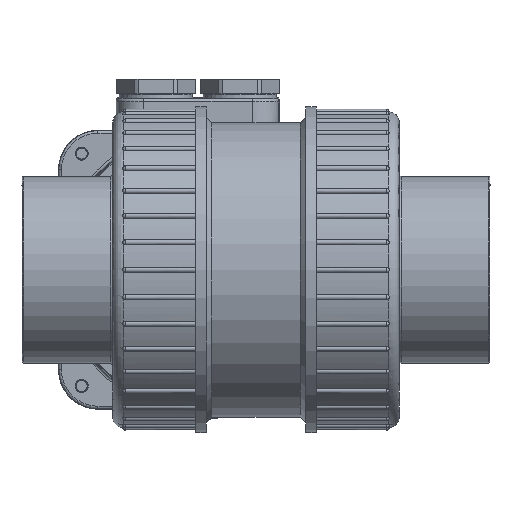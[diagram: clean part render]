
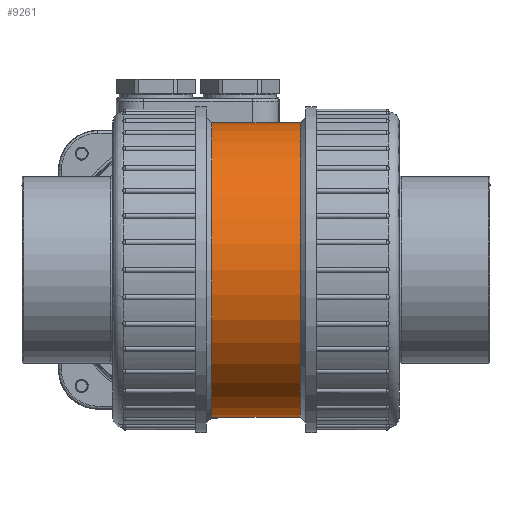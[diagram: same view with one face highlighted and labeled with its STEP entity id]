
A CAD part, front view. The second image highlights one B-rep face of the part: STEP entity #9261.
In plain terms, the highlighted cylindrical face has radius 56 mm (diameter 112 mm), a partial arc.
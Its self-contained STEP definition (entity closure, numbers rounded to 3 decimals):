
#1172 = CARTESIAN_POINT ( 'NONE',  ( 16.9, 0., 56. ) ) ;
#1709 = CARTESIAN_POINT ( 'NONE',  ( -16.9, 0., 56. ) ) ;
#3698 = CARTESIAN_POINT ( 'NONE',  ( 16.9, 0., -56. ) ) ;
#4582 = EDGE_LOOP ( 'NONE', ( #82362, #72741, #39288, #66493 ) ) ;
#8365 = CARTESIAN_POINT ( 'NONE',  ( 16.9, 0., 0. ) ) ;
#9261 = ADVANCED_FACE ( 'NONE', ( #10866 ), #63901, .T. ) ;
#10866 = FACE_OUTER_BOUND ( 'NONE', #4582, .T. ) ;
#12875 = EDGE_CURVE ( 'NONE', #82405, #62899, #61562, .T. ) ;
#12957 = AXIS2_PLACEMENT_3D ( 'NONE', #8365, #66041, #21479 ) ;
#13750 = CARTESIAN_POINT ( 'NONE',  ( 5.633, 0., 56. ) ) ;
#14990 = CIRCLE ( 'NONE', #75044, 56. ) ;
#18296 = VERTEX_POINT ( 'NONE', #31789 ) ;
#18444 = B_SPLINE_CURVE_WITH_KNOTS ( 'NONE', 3,
 ( #1172, #13750, #26960, #1709 ),
 .UNSPECIFIED., .F., .F.,
 ( 4, 4 ),
 ( 72.1, 105.9 ),
 .UNSPECIFIED. ) ;
#21479 = DIRECTION ( 'NONE',  ( 0., 0., -1. ) ) ;
#24724 = EDGE_CURVE ( 'NONE', #62899, #59180, #65920, .T. ) ;
#26960 = CARTESIAN_POINT ( 'NONE',  ( -5.633, 0., 56. ) ) ;
#31789 = CARTESIAN_POINT ( 'NONE',  ( -16.9, 0., 56. ) ) ;
#32559 = CARTESIAN_POINT ( 'NONE',  ( -16.9, 0., 0. ) ) ;
#33199 = CARTESIAN_POINT ( 'NONE',  ( -16.9, 0., -56. ) ) ;
#34903 = CARTESIAN_POINT ( 'NONE',  ( 16.9, 0., -56. ) ) ;
#39026 = DIRECTION ( 'NONE',  ( 0., 0., -1. ) ) ;
#39288 = ORIENTED_EDGE ( 'NONE', *, *, #12875, .F. ) ;
#42589 = DIRECTION ( 'NONE',  ( -1., 0., 0. ) ) ;
#44930 = AXIS2_PLACEMENT_3D ( 'NONE', #68021, #42589, #68288 ) ;
#50579 = EDGE_CURVE ( 'NONE', #18296, #59180, #14990, .T. ) ;
#53121 = CARTESIAN_POINT ( 'NONE',  ( -5.633, 0., -56. ) ) ;
#53385 = CARTESIAN_POINT ( 'NONE',  ( 5.633, 0., -56. ) ) ;
#54240 = EDGE_CURVE ( 'NONE', #82405, #18296, #18444, .T. ) ;
#59180 = VERTEX_POINT ( 'NONE', #33199 ) ;
#61562 = CIRCLE ( 'NONE', #12957, 56. ) ;
#61941 = CARTESIAN_POINT ( 'NONE',  ( 16.9, 0., 56. ) ) ;
#62899 = VERTEX_POINT ( 'NONE', #3698 ) ;
#63901 = CYLINDRICAL_SURFACE ( 'NONE', #44930, 56. ) ;
#65920 = B_SPLINE_CURVE_WITH_KNOTS ( 'NONE', 3,
 ( #34903, #53385, #53121, #73264 ),
 .UNSPECIFIED., .F., .F.,
 ( 4, 4 ),
 ( 72.1, 105.9 ),
 .UNSPECIFIED. ) ;
#66041 = DIRECTION ( 'NONE',  ( 1., 0., 0. ) ) ;
#66493 = ORIENTED_EDGE ( 'NONE', *, *, #54240, .T. ) ;
#68021 = CARTESIAN_POINT ( 'NONE',  ( 89., 0., 0. ) ) ;
#68288 = DIRECTION ( 'NONE',  ( 0., 1., 0. ) ) ;
#72741 = ORIENTED_EDGE ( 'NONE', *, *, #24724, .F. ) ;
#73264 = CARTESIAN_POINT ( 'NONE',  ( -16.9, 0., -56. ) ) ;
#75044 = AXIS2_PLACEMENT_3D ( 'NONE', #32559, #77373, #39026 ) ;
#77373 = DIRECTION ( 'NONE',  ( 1., 0., 0. ) ) ;
#82362 = ORIENTED_EDGE ( 'NONE', *, *, #50579, .T. ) ;
#82405 = VERTEX_POINT ( 'NONE', #61941 ) ;
